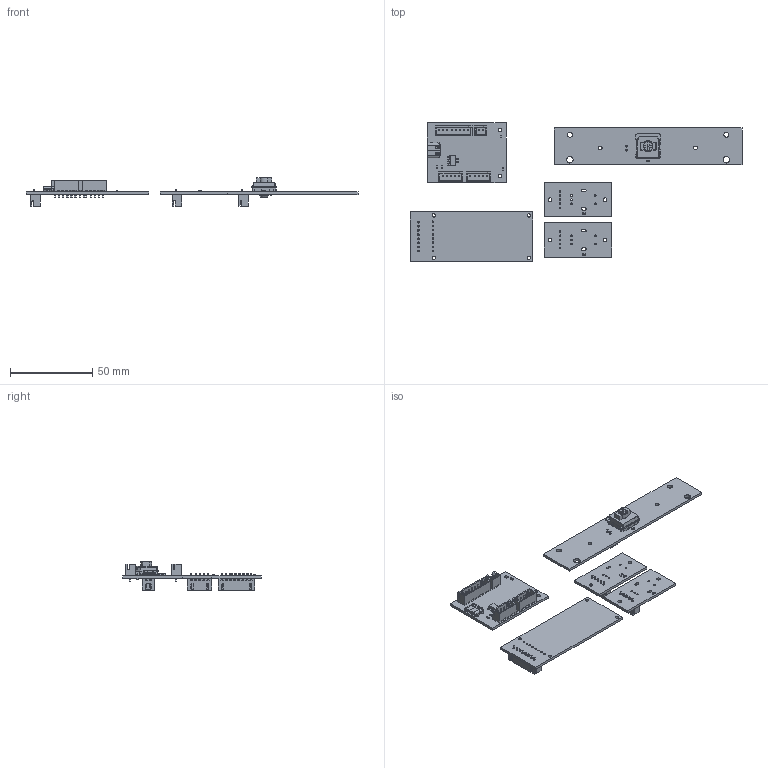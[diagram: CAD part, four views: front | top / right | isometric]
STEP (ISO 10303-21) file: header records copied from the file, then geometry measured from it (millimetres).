
FILE_DESCRIPTION(('KiCad electronic assembly'),'2;1');
FILE_NAME('clock.step','2025-06-29T16:57:38',('Pcbnew'),('Kicad'), 'Open CASCADE STEP processor 7.8','KiCad to STEP converter','Unknown' );
FILE_SCHEMA(('AUTOMOTIVE_DESIGN { 1 0 10303 214 1 1 1 1 }'));
Length unit declared in the file: millimetre
Products named in the file (24): clock 1; ks33; CQ assembly; D_0603_1608Metric; D_0603; JST_XH_B5B-XH-A_1x05_P2.50mm_Vertical; JST_B5B_XH_A; JST_XH_B8B-XH-A_1x08_P2.50mm_Vertical; JST_B8B_XH_A; R_0603_1608Metric; SOT-223; SOT_223; JST_XH_B2B-XH-A_1x02_P2.50mm_Vertical; JST_B2B_XH_A; C_0603_1608Metric; USB_C_Receptacle_GCT_USB4105-xx-A_16P_TopMnt_Horizontal; USB_C_Receptacle_16P_TopMnt_Horizontal_GCT_USB4105-xx-A; clock_PCB_1; clock_PCB_2; clock_PCB_3; clock_PCB_4; clock_PCB_5
Assembly tree (32 placements, depth 3):
  clock 1
    ks33
      CQ assembly
    D_0603_1608Metric  x3
      D_0603
    JST_XH_B5B-XH-A_1x05_P2.50mm_Vertical  x4
      JST_B5B_XH_A
    JST_XH_B8B-XH-A_1x08_P2.50mm_Vertical  x2
      JST_B8B_XH_A
    R_0603_1608Metric  x3
      R_0603_1608Metric
    SOT-223
      SOT_223
    JST_XH_B2B-XH-A_1x02_P2.50mm_Vertical  x2
      JST_B2B_XH_A
    C_0603_1608Metric
      C_0603_1608Metric
    USB_C_Receptacle_GCT_USB4105-xx-A_16P_TopMnt_Horizontal
      USB_C_Receptacle_16P_TopMnt_Horizontal_GCT_USB4105-xx-A
    clock_PCB_1
    clock_PCB_2
    clock_PCB_3
    clock_PCB_4
    clock_PCB_5
Bounding box: 202.1 x 84.3 x 17.25 mm (x, y, z)
Volume: 16010.8 mm3; surface area: 26603.4 mm2
Topology: 63 solids, 63 shells, 2652 faces, 6853 edges, 4407 vertices
Faces by surface type: plane 2214, cylinder 409, bspline 16, cone 9, sphere 4
Full cylindrical faces by diameter (mm): 0.5 x2, 0.65 x2, 0.95 x36, 1 x26, 1.8 x1, 2 x4, 2.2 x8, 3 x2, 3.048 x2, 3.988 x2, 5.05 x1, 5.1 x1, 5.7 x1
Entity records: 61382 total; most frequent: CARTESIAN_POINT 9213, ORIENTED_EDGE 8768, DIRECTION 8487, EDGE_CURVE 4384, LINE 3645, VECTOR 3645, VERTEX_POINT 2823, AXIS2_PLACEMENT_3D 2421
